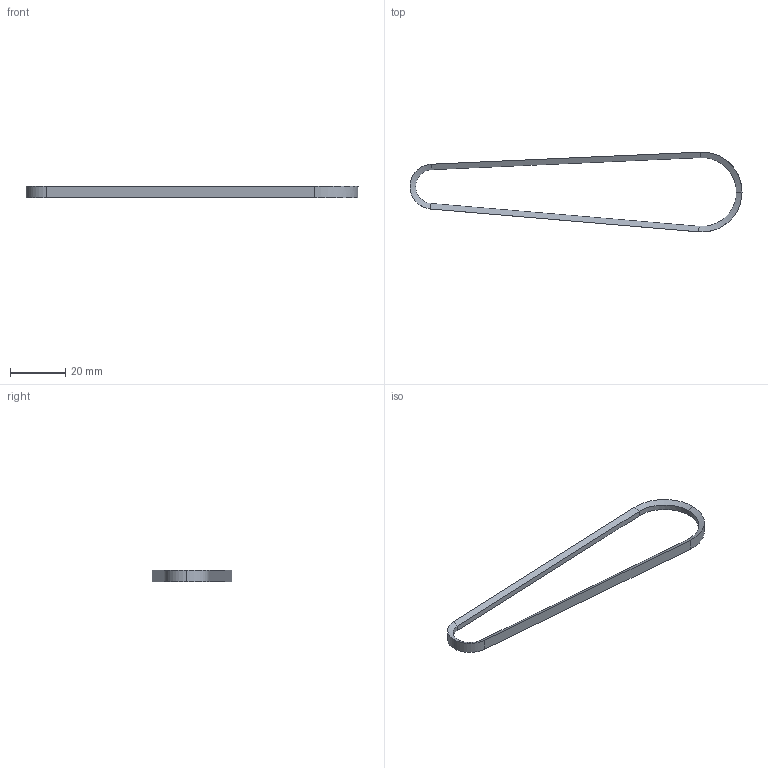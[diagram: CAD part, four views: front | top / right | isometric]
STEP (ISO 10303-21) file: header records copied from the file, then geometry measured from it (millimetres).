
FILE_DESCRIPTION (( 'STEP AP203' ), '1' );
FILE_NAME ('Belt3-5-finalpreassembly_Default_sldprt.STEP', '2022-03-14T14:17:36', ( '' ), ( '' ), 'SwSTEP 2.0', 'SolidWorks 2020', '' );
FILE_SCHEMA (( 'CONFIG_CONTROL_DESIGN' ));
Length unit declared in the file: millimetre
Products named in the file (1): Belt3-5-finalpreassembly_Default_sldprt
Bounding box: 120.5 x 28.94 x 4 mm (x, y, z)
Volume: 1570.3 mm3; surface area: 2746.1 mm2
Topology: 1 solids, 1 shells, 20 faces, 42 edges, 22 vertices
Faces by surface type: plane 8, cone 6, cylinder 6
Entity records: 597 total; most frequent: DIRECTION 98, CARTESIAN_POINT 85, ORIENTED_EDGE 84, EDGE_CURVE 42, AXIS2_PLACEMENT_3D 35, VECTOR 28, LINE 28, VERTEX_POINT 22
